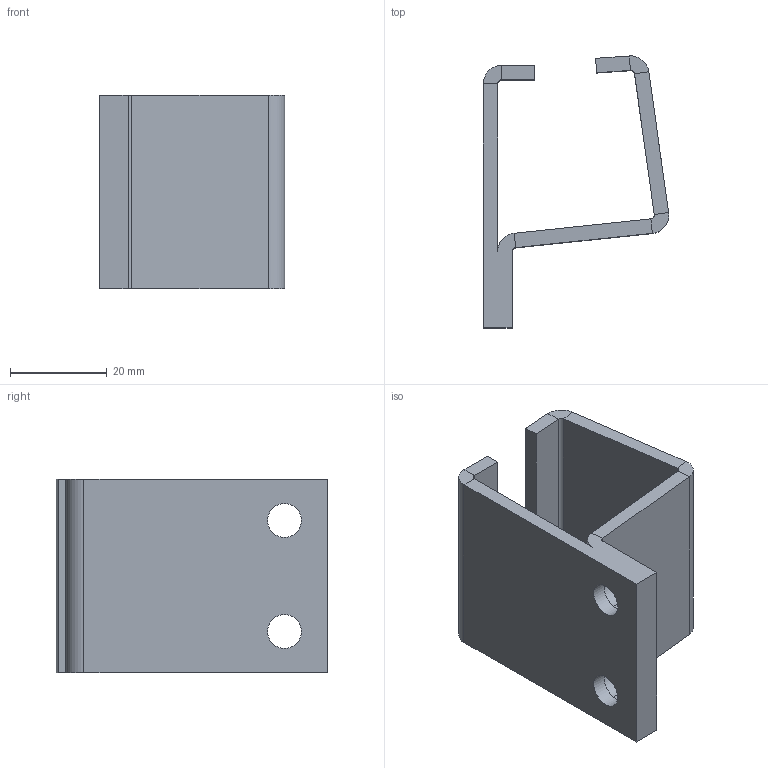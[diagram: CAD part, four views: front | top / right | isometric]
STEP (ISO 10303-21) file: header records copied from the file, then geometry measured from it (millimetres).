
FILE_DESCRIPTION(('STEP AP203'), '1');
FILE_NAME('272.RC30 Çàõâàò RC30 ñ áîêîâûì êðåïëåíèåì', '', ('UNSPECIFIED'), ('UNSPECIFIED'), 'ASCON STEP Converter 1.3', 'ASCON Math Kernel', '');
FILE_SCHEMA(('CONFIG_CONTROL_DESIGN'));
Length unit declared in the file: millimetre
Products named in the file (1): 272.RC30
Bounding box: 38.41 x 56.26 x 40 mm (x, y, z)
Volume: 17723.1 mm3; surface area: 12441.1 mm2
Topology: 1 solids, 1 shells, 73 faces, 178 edges, 108 vertices
Faces by surface type: plane 51, cylinder 22
Full cylindrical faces by diameter (mm): 7 x2
Entity records: 2725 total; most frequent: DIRECTION 372, CARTESIAN_POINT 358, ORIENTED_EDGE 352, EDGE_CURVE 176, LINE 128, VECTOR 128, AXIS2_PLACEMENT_3D 122, VERTEX_POINT 108
